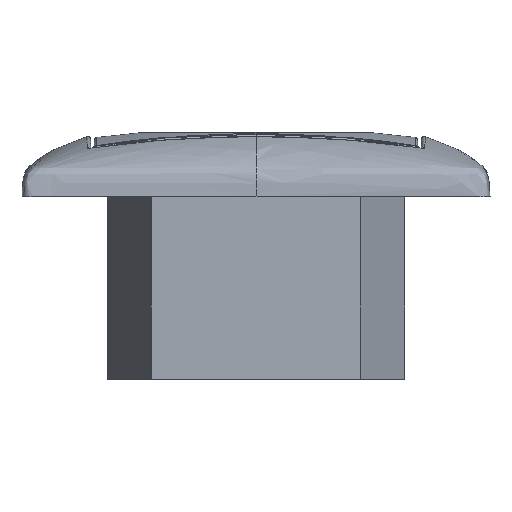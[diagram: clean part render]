
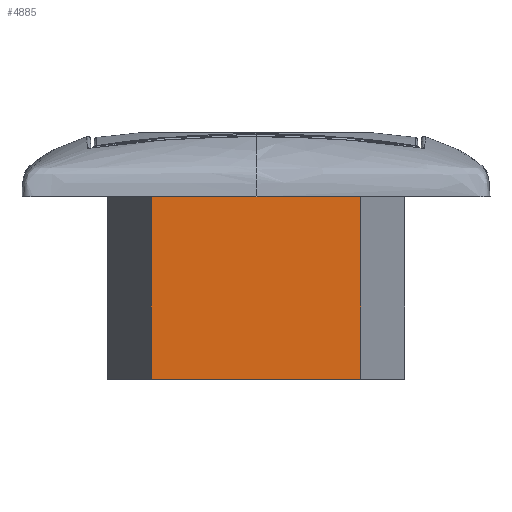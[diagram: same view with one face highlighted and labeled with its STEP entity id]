
A CAD part, left-side view. The second image highlights one B-rep face of the part: STEP entity #4885.
In plain terms, the highlighted planar face has unit normal (-1, 0, 0).
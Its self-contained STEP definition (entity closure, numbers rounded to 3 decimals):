
#499 = VERTEX_POINT ( 'NONE', #9303 ) ;
#1336 = ORIENTED_EDGE ( 'NONE', *, *, #14409, .F. ) ;
#3466 = DIRECTION ( 'NONE',  ( 0., 1., 0. ) ) ;
#4885 = ADVANCED_FACE ( 'NONE', ( #57577 ), #43975, .F. ) ;
#9303 = CARTESIAN_POINT ( 'NONE',  ( -24.05, 18.33, 14.85 ) ) ;
#13597 = ORIENTED_EDGE ( 'NONE', *, *, #36116, .T. ) ;
#14409 = EDGE_CURVE ( 'NONE', #25245, #40330, #39927, .T. ) ;
#17751 = ORIENTED_EDGE ( 'NONE', *, *, #44417, .T. ) ;
#17953 = LINE ( 'NONE', #58458, #34768 ) ;
#20005 = EDGE_CURVE ( 'NONE', #20796, #25245, #42562, .T. ) ;
#20796 = VERTEX_POINT ( 'NONE', #41381 ) ;
#21231 = ORIENTED_EDGE ( 'NONE', *, *, #20005, .F. ) ;
#23523 = DIRECTION ( 'NONE',  ( 0., 0., -1. ) ) ;
#25245 = VERTEX_POINT ( 'NONE', #34290 ) ;
#26994 = VECTOR ( 'NONE', #31464, 1000. ) ;
#30987 = DIRECTION ( 'NONE',  ( 1., 0., 0. ) ) ;
#31464 = DIRECTION ( 'NONE',  ( 0., 1., 0. ) ) ;
#34290 = CARTESIAN_POINT ( 'NONE',  ( -24.05, -18.33, -17.15 ) ) ;
#34611 = DIRECTION ( 'NONE',  ( 0., 0., -1. ) ) ;
#34768 = VECTOR ( 'NONE', #3466, 1000. ) ;
#35391 = CARTESIAN_POINT ( 'NONE',  ( -24.05, 18.33, -17.15 ) ) ;
#36116 = EDGE_CURVE ( 'NONE', #499, #40330, #46056, .T. ) ;
#37726 = CARTESIAN_POINT ( 'NONE',  ( -24.05, -18.33, 14.85 ) ) ;
#38632 = EDGE_LOOP ( 'NONE', ( #17751, #13597, #1336, #21231 ) ) ;
#39927 = LINE ( 'NONE', #53846, #26994 ) ;
#40330 = VERTEX_POINT ( 'NONE', #35391 ) ;
#41381 = CARTESIAN_POINT ( 'NONE',  ( -24.05, -18.33, 14.85 ) ) ;
#42562 = LINE ( 'NONE', #37726, #57706 ) ;
#43975 = PLANE ( 'NONE',  #44320 ) ;
#44320 = AXIS2_PLACEMENT_3D ( 'NONE', #48837, #30987, #34611 ) ;
#44417 = EDGE_CURVE ( 'NONE', #20796, #499, #17953, .T. ) ;
#46056 = LINE ( 'NONE', #55435, #52170 ) ;
#48837 = CARTESIAN_POINT ( 'NONE',  ( -24.05, 0., 7.25 ) ) ;
#50329 = DIRECTION ( 'NONE',  ( 0., 0., -1. ) ) ;
#52170 = VECTOR ( 'NONE', #50329, 1000. ) ;
#53846 = CARTESIAN_POINT ( 'NONE',  ( -24.05, -18.33, -17.15 ) ) ;
#55435 = CARTESIAN_POINT ( 'NONE',  ( -24.05, 18.33, 14.85 ) ) ;
#57577 = FACE_OUTER_BOUND ( 'NONE', #38632, .T. ) ;
#57706 = VECTOR ( 'NONE', #23523, 1000. ) ;
#58458 = CARTESIAN_POINT ( 'NONE',  ( -24.05, -18.33, 14.85 ) ) ;
